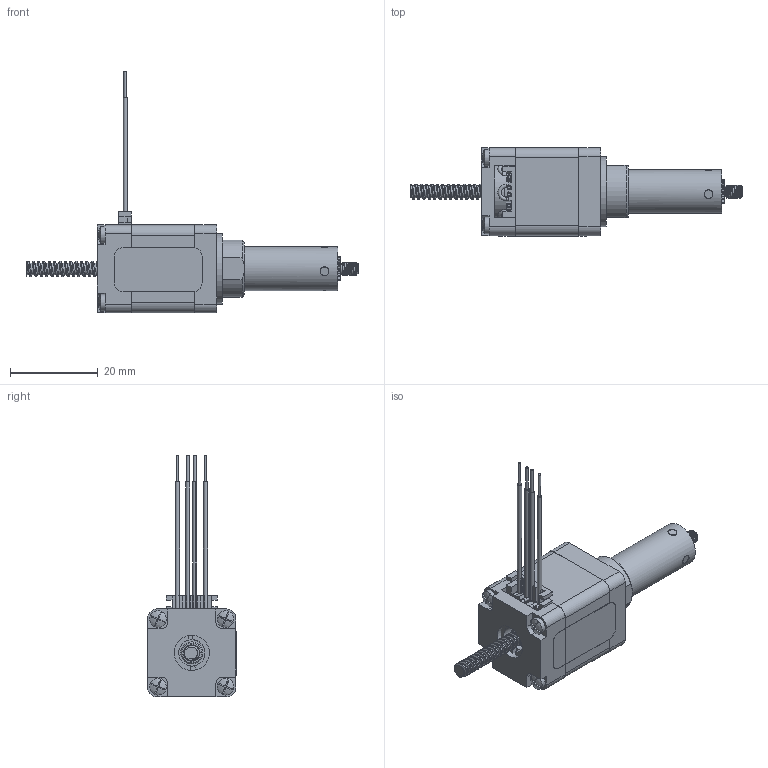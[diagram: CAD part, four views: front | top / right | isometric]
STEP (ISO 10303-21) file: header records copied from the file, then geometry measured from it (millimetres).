
FILE_DESCRIPTION(/* description */ (''),/* implementation_level */ '2;1');
FILE_NAME(/* name */ '8K21-1.stp',/* time_stamp */ '2020-08-06T10:13:53+08:00',/* author */ ('ly7227'),/* organization */ (''),/* preprocessor_version */ 'ST-DEVELOPER v16.1',/* originating_system */ 'Autodesk Inventor 2016',/* authorisation */ '');
FILE_SCHEMA (('AUTOMOTIVE_DESIGN { 1 0 10303 214 3 1 1 }'));
Products named in the file (30): 01-017-6（前盖）; 01-018-7（后盖）; 15-001-018漆包线; 02-101定子组件; 02-003-1（0.5A，定子总成）; 润滑油脂; 11-001（8H2030螺钉）; 03-001（8H2030转子铁芯）; 07-001(8H2030磁钢）; ; 04-001（8N2030转子轴）; 04-058注塑螺母; 04-058（8N2030注塑转子轴）; AA）; 07-007轴承; 09-005-1（红）; 09-005-2（红白）; 09-005-3（绿）; 09-005-4（绿白）; 06-234（固定轴滑轨预紧）; 10-001垫片; 10-051（限位垫）; 05-0585-1; 06-006预紧; 20花键轴注塑螺母; 20注塑基体; 20不锈钢轴注塑-2; 20，28花键轴; 20单厚标签; 8K2105AB4-100SMSN-CW
Assembly tree (34 placements, depth 4):
  8K2105AB4-100SMSN-CW
    01-017-6（前盖）
    01-018-7（后盖）
    02-003-1（0.5A，定子总成）
      15-001-018漆包线
      02-101定子组件
    润滑油脂
    11-001（8H2030螺钉）  x4
  AA）
  
        03-001（8H2030转子铁芯）  x2
        07-001(8H2030磁钢）
      04-058（8N2030注塑转子轴）
        04-001（8N2030转子轴）
        04-058注塑螺母
    07-007轴承  x2
    09-005-1（红）
    09-005-2（红白）
    09-005-3（绿）
    09-005-4（绿白）
    06-234（固定轴滑轨预紧）
    10-001垫片
    10-051（限位垫）
    05-0585-1
    06-006预紧
    20不锈钢轴注塑-2
      20花键轴注塑螺母
      20注塑基体
    20，28花键轴
    20单厚标签
Bounding box: 75.6 x 20.1 x 55.02 mm (x, y, z)
Volume: 10734.6 mm3; surface area: 19567.8 mm2
Topology: 37 solids, 37 shells, 1552 faces, 4297 edges, 2829 vertices
Faces by surface type: plane 811, cylinder 700, torus 16, bspline 12, cone 9, sphere 4
Full cylindrical faces by diameter (mm): 0.6 x4, 0.8 x16, 1 x2, 2 x13, 2.05 x1, 2.2 x12, 2.4 x7, 2.5 x5, 2.7 x2, 2.75 x1, 3.8 x8, 5 x6, 5.4 x1, 5.8 x1, 5.9 x1, 6 x4, 6.1 x1, 7 x4, 7.2 x1, 8 x6, 9 x7, 10 x3, 10.2 x1, 11.2 x1, 12.24 x2, 12.5 x2, 16 x1
Entity records: 52844 total; most frequent: CARTESIAN_POINT 19136, DIRECTION 7225, ORIENTED_EDGE 6734, EDGE_CURVE 3367, AXIS2_PLACEMENT_3D 2592, VERTEX_POINT 2277, LINE 2041, VECTOR 2041
